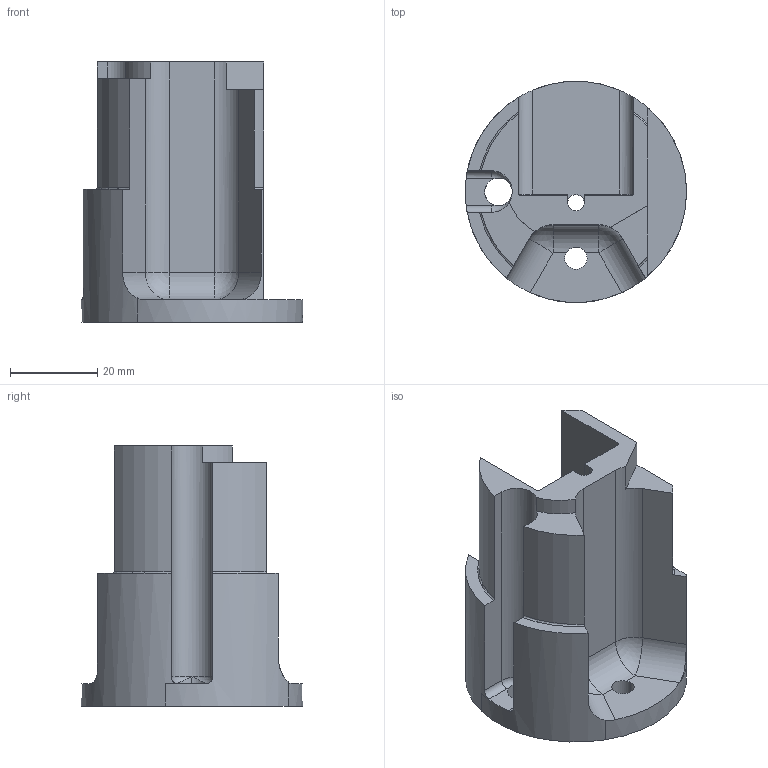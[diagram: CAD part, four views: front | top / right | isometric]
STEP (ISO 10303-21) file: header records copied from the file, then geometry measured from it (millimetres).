
FILE_DESCRIPTION(('CATIA V5 STEP Exchange','CAx-IF Rec.Pracs.--- Model Styling and Organization---1.4--- 2014-01-23','CAx-IF Rec.Pracs.---3D Tessellated Data Validation Properties---0.5---2014-09-14'),'2;1');
FILE_NAME('camerasledmachinedflatDFM.stp','2025-08-07T16:26:14+00:00',('none'),('none'),'CATIA Version 5-6 Release 2019 SP6','CATIA V5 STEP AP242 v1','none');
FILE_SCHEMA(('AP242_MANAGED_MODEL_BASED_3D_ENGINEERING_MIM_LF {1 0 10303 442 1 1 4}'));
Length unit declared in the file: millimetre
Products named in the file (1): Camera Sled
Bounding box: 50.78 x 50.77 x 59.69 mm (x, y, z)
Volume: 38802.2 mm3; surface area: 16162.5 mm2
Topology: 1 solids, 1 shells, 67 faces, 192 edges, 122 vertices
Faces by surface type: cylinder 32, plane 25, torus 8, sphere 2
Entity records: 2221 total; most frequent: CARTESIAN_POINT 542, ORIENTED_EDGE 380, DIRECTION 273, EDGE_CURVE 190, AXIS2_PLACEMENT_3D 131, VERTEX_POINT 122, VECTOR 91, LINE 91
